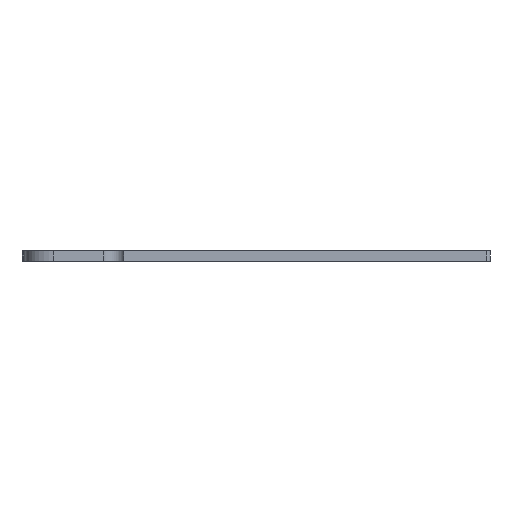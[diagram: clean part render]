
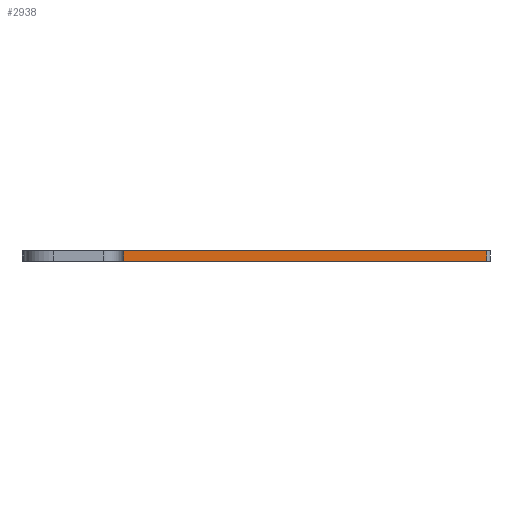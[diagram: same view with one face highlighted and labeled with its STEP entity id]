
A CAD part, front view. The second image highlights one B-rep face of the part: STEP entity #2938.
In plain terms, the highlighted planar face has unit normal (0, -1, 0).
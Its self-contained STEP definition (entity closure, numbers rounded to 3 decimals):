
#349 = VERTEX_POINT('',#350);
#350 = CARTESIAN_POINT('',(594.096,1002.34,0.));
#357 = EDGE_CURVE('',#358,#349,#360,.T.);
#358 = VERTEX_POINT('',#359);
#359 = CARTESIAN_POINT('',(651.757,1002.34,0.));
#360 = LINE('',#361,#362);
#361 = CARTESIAN_POINT('',(651.757,1002.34,0.));
#362 = VECTOR('',#363,1.);
#363 = DIRECTION('',(-1.,0.,0.));
#1383 = VERTEX_POINT('',#1384);
#1384 = CARTESIAN_POINT('',(594.096,1002.34,1.6));
#1391 = EDGE_CURVE('',#1392,#1383,#1394,.T.);
#1392 = VERTEX_POINT('',#1393);
#1393 = CARTESIAN_POINT('',(651.757,1002.34,1.6));
#1394 = LINE('',#1395,#1396);
#1395 = CARTESIAN_POINT('',(651.757,1002.34,1.6));
#1396 = VECTOR('',#1397,1.);
#1397 = DIRECTION('',(-1.,0.,0.));
#2910 = EDGE_CURVE('',#358,#1392,#2911,.T.);
#2911 = LINE('',#2912,#2913);
#2912 = CARTESIAN_POINT('',(651.757,1002.34,0.));
#2913 = VECTOR('',#2914,1.);
#2914 = DIRECTION('',(0.,0.,1.));
#2938 = ADVANCED_FACE('',(#2939),#2950,.T.);
#2939 = FACE_BOUND('',#2940,.T.);
#2940 = EDGE_LOOP('',(#2941,#2942,#2943,#2949));
#2941 = ORIENTED_EDGE('',*,*,#2910,.T.);
#2942 = ORIENTED_EDGE('',*,*,#1391,.T.);
#2943 = ORIENTED_EDGE('',*,*,#2944,.F.);
#2944 = EDGE_CURVE('',#349,#1383,#2945,.T.);
#2945 = LINE('',#2946,#2947);
#2946 = CARTESIAN_POINT('',(594.096,1002.34,0.));
#2947 = VECTOR('',#2948,1.);
#2948 = DIRECTION('',(0.,0.,1.));
#2949 = ORIENTED_EDGE('',*,*,#357,.F.);
#2950 = PLANE('',#2951);
#2951 = AXIS2_PLACEMENT_3D('',#2952,#2953,#2954);
#2952 = CARTESIAN_POINT('',(651.757,1002.34,0.));
#2953 = DIRECTION('',(0.,-1.,0.));
#2954 = DIRECTION('',(-1.,0.,0.));
